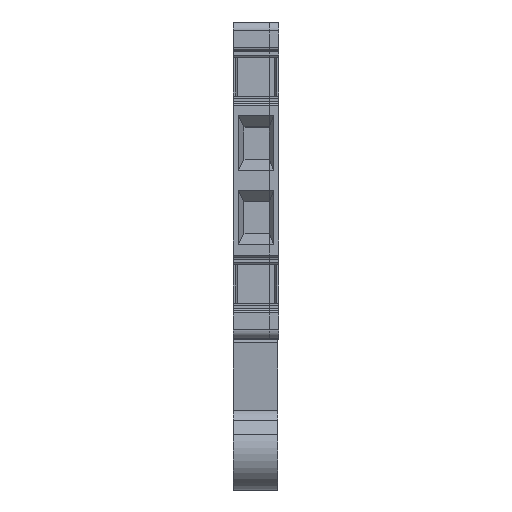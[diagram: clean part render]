
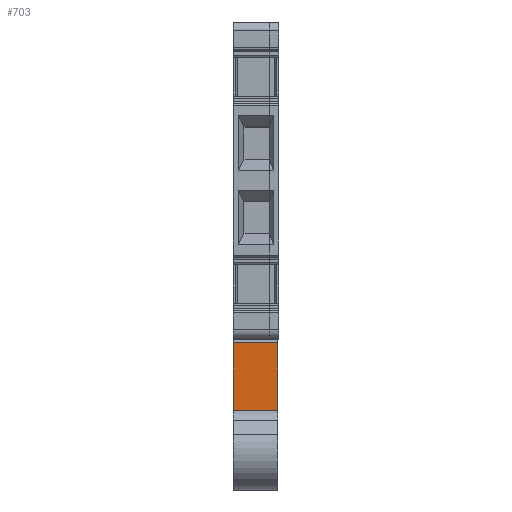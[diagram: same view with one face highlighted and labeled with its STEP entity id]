
A CAD part, top view. The second image highlights one B-rep face of the part: STEP entity #703.
In plain terms, the highlighted planar face has unit normal (0, 0.97, 0.242).
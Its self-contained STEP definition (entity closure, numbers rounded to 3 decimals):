
#676=AXIS2_PLACEMENT_3D('Plane Axis2P3D',#673,#674,#675) ;
#651=CARTESIAN_POINT('Vertex',(0.,16.623,39.366)) ;
#654=CARTESIAN_POINT('Line Origine',(2.5,16.623,39.366)) ;
#658=CARTESIAN_POINT('Vertex',(5.,16.623,39.366)) ;
#673=CARTESIAN_POINT('Axis2P3D Location',(0.,16.623,39.366)) ;
#678=CARTESIAN_POINT('Line Origine',(0.,12.789,54.743)) ;
#682=CARTESIAN_POINT('Vertex',(0.,8.955,70.12)) ;
#685=CARTESIAN_POINT('Line Origine',(2.5,8.955,70.12)) ;
#689=CARTESIAN_POINT('Vertex',(5.,8.955,70.12)) ;
#692=CARTESIAN_POINT('Line Origine',(5.,12.789,54.743)) ;
#655=DIRECTION('Vector Direction',(1.,0.,0.)) ;
#674=DIRECTION('Axis2P3D Direction',(0.,0.97,0.242)) ;
#675=DIRECTION('Axis2P3D XDirection',(0.,-0.242,0.97)) ;
#679=DIRECTION('Vector Direction',(0.,-0.242,0.97)) ;
#686=DIRECTION('Vector Direction',(1.,0.,0.)) ;
#693=DIRECTION('Vector Direction',(0.,-0.242,0.97)) ;
#656=VECTOR('Line Direction',#655,1.) ;
#680=VECTOR('Line Direction',#679,1.) ;
#687=VECTOR('Line Direction',#686,1.) ;
#694=VECTOR('Line Direction',#693,1.) ;
#698=ORIENTED_EDGE('',*,*,#660,.F.) ;
#699=ORIENTED_EDGE('',*,*,#684,.T.) ;
#700=ORIENTED_EDGE('',*,*,#691,.T.) ;
#701=ORIENTED_EDGE('',*,*,#696,.F.) ;
#703=ADVANCED_FACE('V1',(#702),#677,.T.) ;
#660=EDGE_CURVE('',#652,#659,#657,.T.) ;
#684=EDGE_CURVE('',#652,#683,#681,.T.) ;
#691=EDGE_CURVE('',#683,#690,#688,.T.) ;
#696=EDGE_CURVE('',#659,#690,#695,.T.) ;
#697=EDGE_LOOP('',(#698,#699,#700,#701)) ;
#702=FACE_OUTER_BOUND('',#697,.T.) ;
#657=LINE('Line',#654,#656) ;
#681=LINE('Line',#678,#680) ;
#688=LINE('Line',#685,#687) ;
#695=LINE('Line',#692,#694) ;
#677=PLANE('',#676) ;
#652=VERTEX_POINT('',#651) ;
#659=VERTEX_POINT('',#658) ;
#683=VERTEX_POINT('',#682) ;
#690=VERTEX_POINT('',#689) ;
